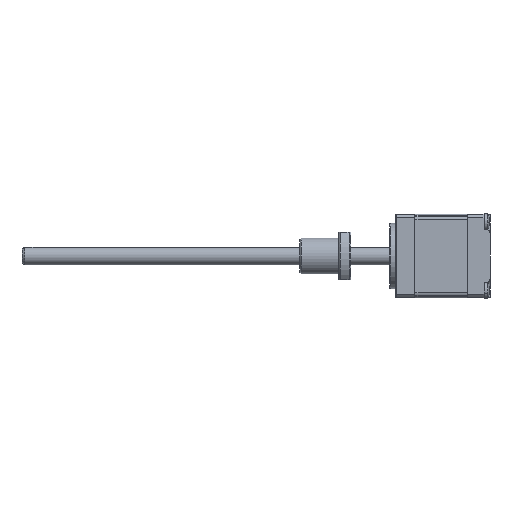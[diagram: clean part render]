
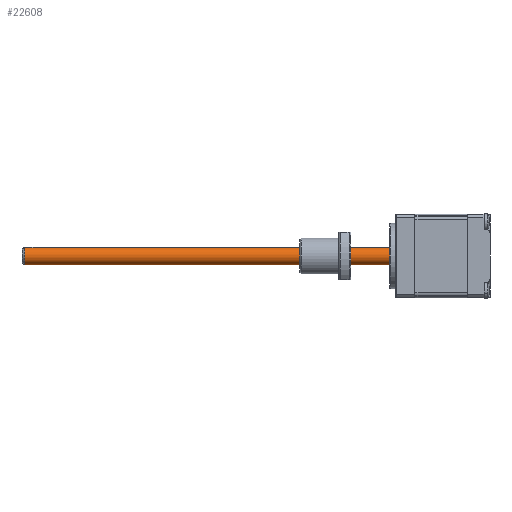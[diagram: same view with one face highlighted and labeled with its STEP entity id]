
A CAD part, left-side view. The second image highlights one B-rep face of the part: STEP entity #22608.
In plain terms, the highlighted cylindrical face has radius 3 mm (diameter 6 mm), a partial arc.
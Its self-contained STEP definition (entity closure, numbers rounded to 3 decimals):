
#1102 = VERTEX_POINT ( 'NONE', #37852 ) ;
#2132 = CARTESIAN_POINT ( 'NONE',  ( -3.706, 138.276, 36.327 ) ) ;
#3414 = LINE ( 'NONE', #30720, #34606 ) ;
#3870 = DIRECTION ( 'NONE',  ( 0., -1., 0. ) ) ;
#3933 = CARTESIAN_POINT ( 'NONE',  ( -2.455, 138.276, 33.6 ) ) ;
#4061 = ORIENTED_EDGE ( 'NONE', *, *, #35916, .F. ) ;
#4495 = EDGE_CURVE ( 'NONE', #8847, #1102, #3414, .T. ) ;
#5443 = DIRECTION ( 'NONE',  ( -0.417, 0., 0.909 ) ) ;
#5475 = CIRCLE ( 'NONE', #19874, 3. ) ;
#5495 = AXIS2_PLACEMENT_3D ( 'NONE', #29862, #3870, #12439 ) ;
#6162 = CARTESIAN_POINT ( 'NONE',  ( -1.205, 14.276, 30.873 ) ) ;
#6822 = VECTOR ( 'NONE', #14737, 1000. ) ;
#8595 = ORIENTED_EDGE ( 'NONE', *, *, #4495, .F. ) ;
#8847 = VERTEX_POINT ( 'NONE', #2132 ) ;
#9224 = ORIENTED_EDGE ( 'NONE', *, *, #16799, .T. ) ;
#12439 = DIRECTION ( 'NONE',  ( -0.417, 0., 0.909 ) ) ;
#14737 = DIRECTION ( 'NONE',  ( 0., -1., 0. ) ) ;
#16799 = EDGE_CURVE ( 'NONE', #19940, #37756, #21048, .T. ) ;
#17999 = FACE_OUTER_BOUND ( 'NONE', #32710, .T. ) ;
#18283 = DIRECTION ( 'NONE',  ( 0., -1., 0. ) ) ;
#18751 = ORIENTED_EDGE ( 'NONE', *, *, #31508, .T. ) ;
#19874 = AXIS2_PLACEMENT_3D ( 'NONE', #3933, #18283, #21241 ) ;
#19940 = VERTEX_POINT ( 'NONE', #33602 ) ;
#20713 = CYLINDRICAL_SURFACE ( 'NONE', #5495, 3. ) ;
#21048 = LINE ( 'NONE', #29593, #6822 ) ;
#21241 = DIRECTION ( 'NONE',  ( 0.417, 0., -0.909 ) ) ;
#22608 = ADVANCED_FACE ( 'NONE', ( #17999 ), #20713, .T. ) ;
#24725 = DIRECTION ( 'NONE',  ( 0., -1., 0. ) ) ;
#25910 = AXIS2_PLACEMENT_3D ( 'NONE', #34687, #37241, #5443 ) ;
#29593 = CARTESIAN_POINT ( 'NONE',  ( -1.205, 139.276, 30.873 ) ) ;
#29862 = CARTESIAN_POINT ( 'NONE',  ( -2.455, 139.276, 33.6 ) ) ;
#30720 = CARTESIAN_POINT ( 'NONE',  ( -3.706, 139.276, 36.327 ) ) ;
#31508 = EDGE_CURVE ( 'NONE', #8847, #19940, #5475, .T. ) ;
#32710 = EDGE_LOOP ( 'NONE', ( #18751, #9224, #4061, #8595 ) ) ;
#33602 = CARTESIAN_POINT ( 'NONE',  ( -1.205, 138.276, 30.873 ) ) ;
#33665 = CIRCLE ( 'NONE', #25910, 3. ) ;
#34606 = VECTOR ( 'NONE', #24725, 1000. ) ;
#34687 = CARTESIAN_POINT ( 'NONE',  ( -2.455, 14.276, 33.6 ) ) ;
#35916 = EDGE_CURVE ( 'NONE', #1102, #37756, #33665, .T. ) ;
#37241 = DIRECTION ( 'NONE',  ( 0., -1., 0. ) ) ;
#37756 = VERTEX_POINT ( 'NONE', #6162 ) ;
#37852 = CARTESIAN_POINT ( 'NONE',  ( -3.706, 14.276, 36.327 ) ) ;
